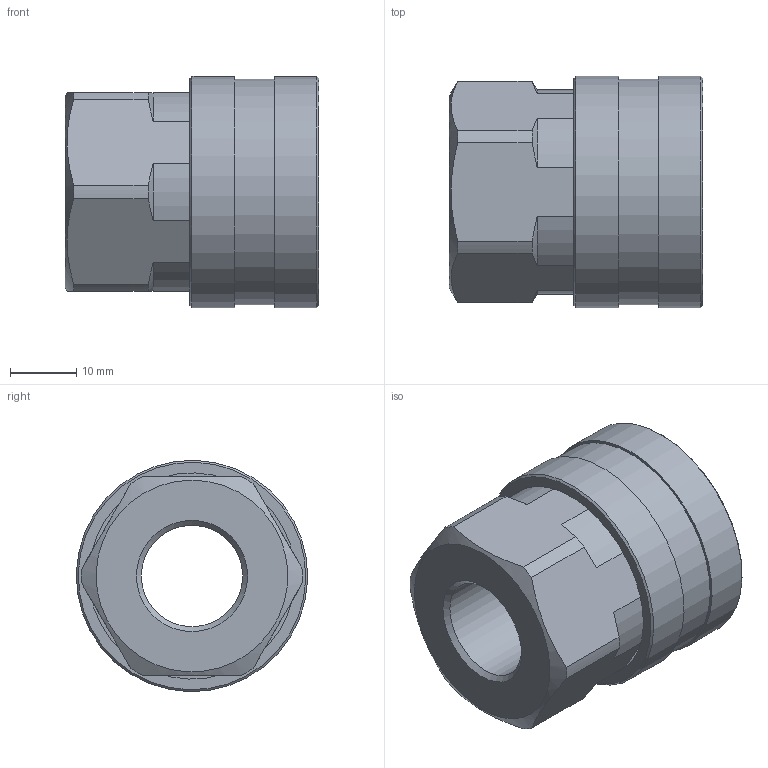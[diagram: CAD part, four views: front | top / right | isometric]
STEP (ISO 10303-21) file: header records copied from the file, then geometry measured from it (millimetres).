
FILE_DESCRIPTION(/* description */ ('Unknown'),/* implementation_level */ '2;1');
FILE_NAME(/* name */ '200045560',/* time_stamp */ '2018-11-13T08:44:15+01:00',/* author */ ('Unknown'),/* organization */ ('Unknown'),/* preprocessor_version */ 'ST-DEVELOPER v16.7',/* originating_system */ 'DEX',/* authorisation */ $);
FILE_SCHEMA (('AUTOMOTIVE_DESIGN {1 0 10303 214 3 1 1}'));
Length unit declared in the file: millimetre
Products named in the file (1): Part8
Bounding box: 38.39 x 34.98 x 34.98 mm (x, y, z)
Volume: 19519.9 mm3; surface area: 14141.3 mm2
Topology: 1 solids, 1 shells, 116 faces, 312 edges, 204 vertices
Faces by surface type: cylinder 50, cone 25, plane 20, torus 13, sphere 8
Full cylindrical faces by diameter (mm): 4.85 x8, 5.2 x8, 15.33 x1, 16.8 x1, 20.05 x2, 21.6 x1, 22.4 x2, 24.45 x2, 24.55 x2, 26.45 x1, 27.9 x2, 28.197 x2, 28.597 x1, 31.197 x1, 32.197 x1, 34.197 x1, 34.996 x2
Entity records: 3835 total; most frequent: CARTESIAN_POINT 724, DIRECTION 474, ORIENTED_EDGE 358, EDGE_LOOP 222, FACE_BOUND 222, AXIS2_PLACEMENT_3D 220, EDGE_CURVE 179, VERTEX_POINT 151
